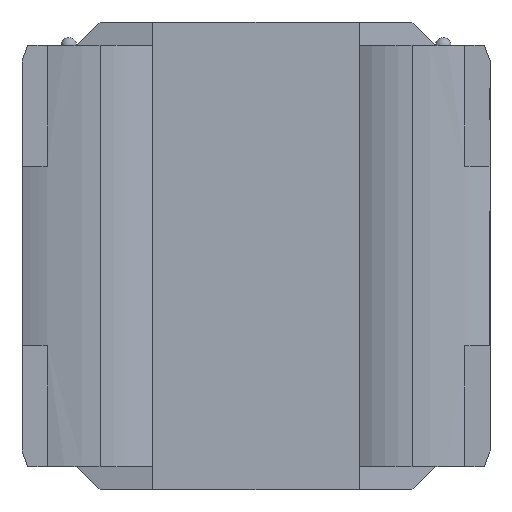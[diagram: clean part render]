
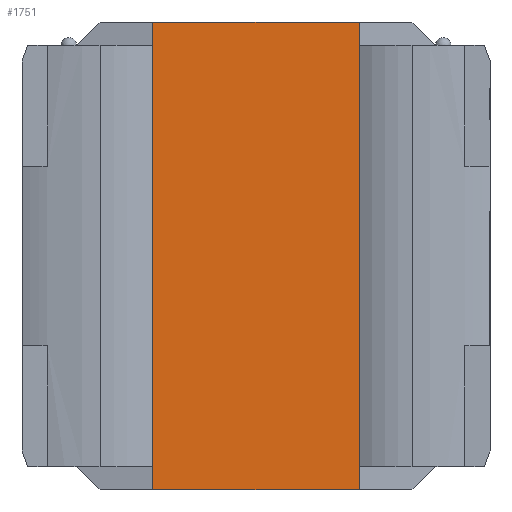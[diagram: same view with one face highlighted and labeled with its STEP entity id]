
A CAD part, front view. The second image highlights one B-rep face of the part: STEP entity #1751.
In plain terms, the highlighted planar face has unit normal (0, -1, 0).
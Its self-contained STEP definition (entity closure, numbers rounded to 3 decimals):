
#48 = CARTESIAN_POINT ( 'NONE',  ( -1.325, 0.2, 3.106 ) ) ;
#96 = LINE ( 'NONE', #775, #1077 ) ;
#98 = EDGE_CURVE ( 'NONE', #1398, #1194, #751, .T. ) ;
#155 = DIRECTION ( 'NONE',  ( -1., 0., 0. ) ) ;
#379 = AXIS2_PLACEMENT_3D ( 'NONE', #958, #946, #155 ) ;
#417 = VECTOR ( 'NONE', #2776, 1000. ) ;
#485 = CARTESIAN_POINT ( 'NONE',  ( 0., 0.2, -3. ) ) ;
#559 = VECTOR ( 'NONE', #1092, 1000. ) ;
#717 = EDGE_LOOP ( 'NONE', ( #2239, #822, #3694, #1135 ) ) ;
#751 = LINE ( 'NONE', #1367, #559 ) ;
#775 = CARTESIAN_POINT ( 'NONE',  ( 0., 0.2, 3. ) ) ;
#822 = ORIENTED_EDGE ( 'NONE', *, *, #98, .T. ) ;
#896 = DIRECTION ( 'NONE',  ( 0., 0., -1. ) ) ;
#946 = DIRECTION ( 'NONE',  ( 0., 1., 0. ) ) ;
#958 = CARTESIAN_POINT ( 'NONE',  ( 0., 0.2, 0. ) ) ;
#1077 = VECTOR ( 'NONE', #2173, 1000. ) ;
#1090 = EDGE_CURVE ( 'NONE', #1398, #1952, #2127, .T. ) ;
#1092 = DIRECTION ( 'NONE',  ( 0., 0., 1. ) ) ;
#1116 = FACE_OUTER_BOUND ( 'NONE', #717, .T. ) ;
#1135 = ORIENTED_EDGE ( 'NONE', *, *, #2778, .T. ) ;
#1194 = VERTEX_POINT ( 'NONE', #1359 ) ;
#1296 = LINE ( 'NONE', #48, #1616 ) ;
#1359 = CARTESIAN_POINT ( 'NONE',  ( 1.325, 0.2, 3. ) ) ;
#1367 = CARTESIAN_POINT ( 'NONE',  ( 1.325, 0.2, 3.106 ) ) ;
#1398 = VERTEX_POINT ( 'NONE', #1447 ) ;
#1411 = CARTESIAN_POINT ( 'NONE',  ( -1.325, 0.2, -3. ) ) ;
#1447 = CARTESIAN_POINT ( 'NONE',  ( 1.325, 0.2, -3. ) ) ;
#1592 = CARTESIAN_POINT ( 'NONE',  ( -1.325, 0.2, 3. ) ) ;
#1616 = VECTOR ( 'NONE', #896, 1000. ) ;
#1751 = ADVANCED_FACE ( 'NONE', ( #1116 ), #2974, .F. ) ;
#1952 = VERTEX_POINT ( 'NONE', #1411 ) ;
#2127 = LINE ( 'NONE', #485, #417 ) ;
#2173 = DIRECTION ( 'NONE',  ( 1., 0., 0. ) ) ;
#2239 = ORIENTED_EDGE ( 'NONE', *, *, #1090, .F. ) ;
#2524 = EDGE_CURVE ( 'NONE', #3402, #1194, #96, .T. ) ;
#2776 = DIRECTION ( 'NONE',  ( -1., 0., 0. ) ) ;
#2778 = EDGE_CURVE ( 'NONE', #3402, #1952, #1296, .T. ) ;
#2974 = PLANE ( 'NONE',  #379 ) ;
#3402 = VERTEX_POINT ( 'NONE', #1592 ) ;
#3694 = ORIENTED_EDGE ( 'NONE', *, *, #2524, .F. ) ;
